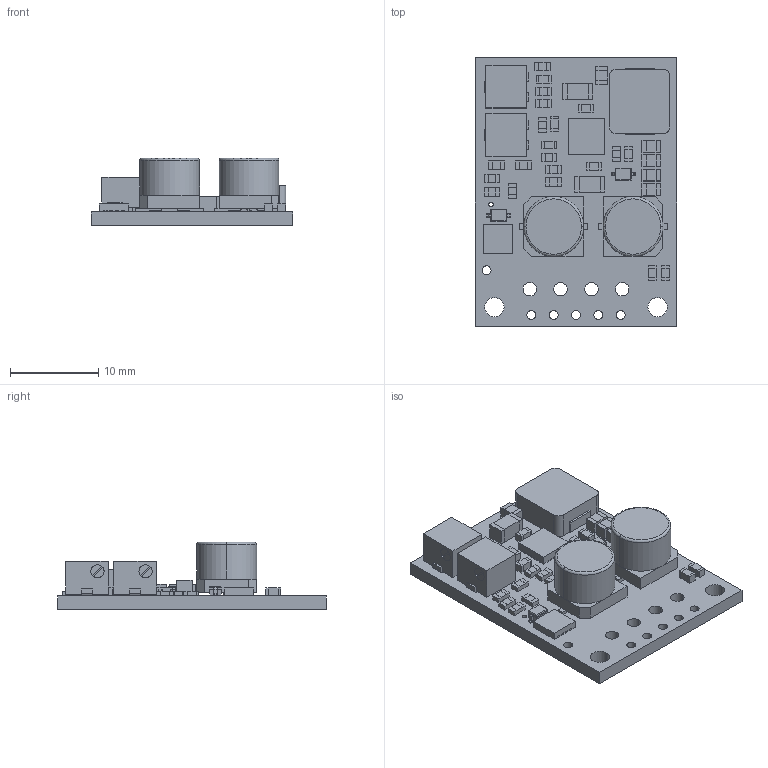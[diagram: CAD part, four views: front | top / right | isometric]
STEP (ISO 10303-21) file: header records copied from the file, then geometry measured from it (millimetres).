
FILE_DESCRIPTION (( 'STEP AP214' ), '1' );
FILE_NAME ('d30v33max-fine-adjust-step-down-voltage-regulator.step', '2024-03-08T22:46:22', ( '' ), ( '' ), 'SwSTEP 2.0', 'SolidWorks 2023', '' );
FILE_SCHEMA (( 'AUTOMOTIVE_DESIGN' ));
Length unit declared in the file: millimetre
Products named in the file (1): d30v33max-fine-adjust-step-down-voltage-regulator
Bounding box: 22.86 x 30.48 x 7.67 mm (x, y, z)
Volume: 1915.6 mm3; surface area: 2696.9 mm2
Topology: 3 solids, 3 shells, 1140 faces, 3114 edges, 2030 vertices
Faces by surface type: plane 852, bspline 190, cylinder 94, torus 4
Entity records: 55307 total; most frequent: CARTESIAN_POINT 15159, ORIENTED_EDGE 6228, DIRECTION 4704, EDGE_CURVE 3114, LINE 2386, VECTOR 2386, VERTEX_POINT 2030, EDGE_LOOP 1270
